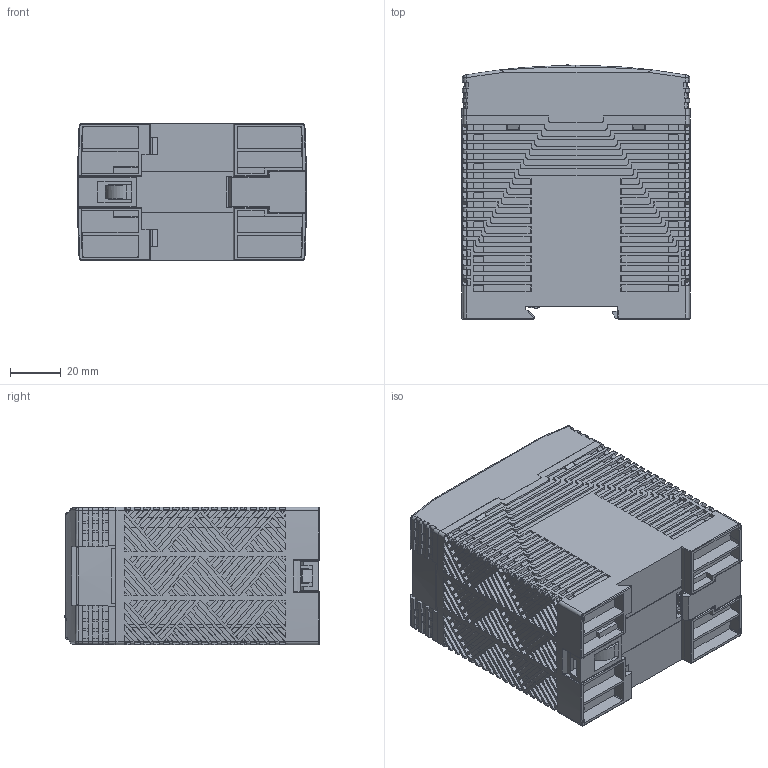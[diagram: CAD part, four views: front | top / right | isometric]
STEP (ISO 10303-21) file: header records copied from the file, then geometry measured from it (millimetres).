
FILE_DESCRIPTION((''),'2;1');
FILE_NAME('ASM0002_ASM','2021-06-24T',('rd13'),(''),'PRO/ENGINEER BY PARAMETRIC TECHNOLOGY CORPORATION, 2008230','PRO/ENGINEER BY PARAMETRIC TECHNOLOGY CORPORATION, 2008230','');
FILE_SCHEMA(('AUTOMOTIVE_DESIGN_CC2 { 1 2 10303 214 -1 1 5 2 }'));
Length unit declared in the file: millimetre
Products named in the file (9): PRT0005; PRT0006; PRT0007; PRT0008; PRT0009; PRT0010; PRT0011; PRT0012; ASM0002_ASM
Assembly tree (8 placements, depth 2):
  ASM0002_ASM
    PRT0005
    PRT0006
    PRT0007
    PRT0008
    PRT0009
    PRT0010
    PRT0011
    PRT0012
Bounding box: 90 x 100.04 x 54.07 mm (x, y, z)
Volume: 432029.6 mm3; surface area: 91434.5 mm2
Topology: 7 solids, 14 shells, 3427 faces, 9515 edges, 6281 vertices
Faces by surface type: plane 2713, cylinder 464, cone 184, bspline 30, torus 18, sphere 16, extrusion 2
Entity records: 112625 total; most frequent: CARTESIAN_POINT 26801, ORIENTED_EDGE 18978, DIRECTION 14932, EDGE_CURVE 9513, VECTOR 6858, LINE 6856, VERTEX_POINT 6281, AXIS2_PLACEMENT_3D 4037
